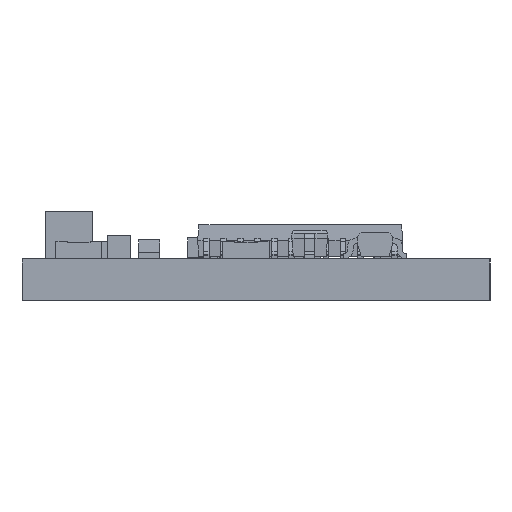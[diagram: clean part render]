
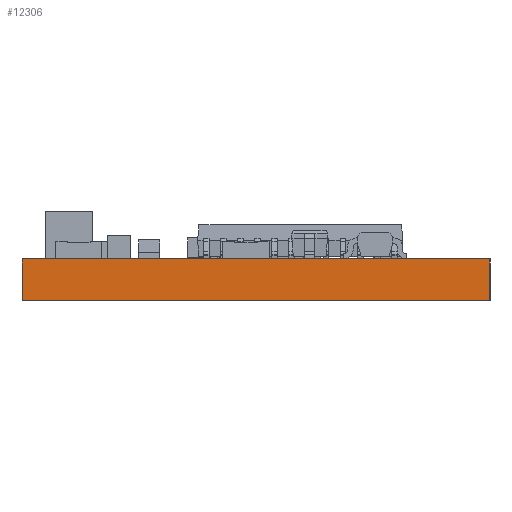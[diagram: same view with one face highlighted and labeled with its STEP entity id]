
A CAD part, left-side view. The second image highlights one B-rep face of the part: STEP entity #12306.
In plain terms, the highlighted planar face has unit normal (-1, 0, 0).
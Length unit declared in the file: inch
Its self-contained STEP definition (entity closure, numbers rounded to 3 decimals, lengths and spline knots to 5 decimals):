
#3615 = ORIENTED_EDGE ( 'NONE', *, *, #46135, .F. ) ;
#4677 = FACE_OUTER_BOUND ( 'NONE', #18222, .T. ) ;
#10040 = AXIS2_PLACEMENT_3D ( 'NONE', #40495, #49704, #17967 ) ;
#12306 = ADVANCED_FACE ( 'NONE', ( #4677 ), #53279, .F. ) ;
#12539 = CARTESIAN_POINT ( 'NONE',  ( 0., 0.7, 0.062 ) ) ;
#13735 = EDGE_CURVE ( 'NONE', #32200, #43885, #38079, .T. ) ;
#16101 = DIRECTION ( 'NONE',  ( 0., -1., 0. ) ) ;
#17967 = DIRECTION ( 'NONE',  ( 0., 1., 0. ) ) ;
#18222 = EDGE_LOOP ( 'NONE', ( #47178, #18956, #3615, #51675 ) ) ;
#18956 = ORIENTED_EDGE ( 'NONE', *, *, #45823, .F. ) ;
#19973 = VECTOR ( 'NONE', #49307, 39.37008 ) ;
#20267 = DIRECTION ( 'NONE',  ( 0., 0., -1. ) ) ;
#21068 = CARTESIAN_POINT ( 'NONE',  ( 0., 0.7, 0.062 ) ) ;
#22134 = VECTOR ( 'NONE', #20267, 39.37008 ) ;
#23051 = EDGE_CURVE ( 'NONE', #43811, #32200, #49011, .T. ) ;
#26280 = VECTOR ( 'NONE', #16101, 39.37008 ) ;
#26515 = CARTESIAN_POINT ( 'NONE',  ( 0., 0.7, 0.062 ) ) ;
#27165 = CARTESIAN_POINT ( 'NONE',  ( 0., 0., 0.062 ) ) ;
#32200 = VERTEX_POINT ( 'NONE', #34935 ) ;
#33348 = CARTESIAN_POINT ( 'NONE',  ( 0., 0., 0.062 ) ) ;
#34151 = DIRECTION ( 'NONE',  ( 0., -1., 0. ) ) ;
#34553 = VERTEX_POINT ( 'NONE', #27165 ) ;
#34935 = CARTESIAN_POINT ( 'NONE',  ( 0., 0.7, 0. ) ) ;
#38079 = LINE ( 'NONE', #52270, #26280 ) ;
#38356 = LINE ( 'NONE', #33348, #22134 ) ;
#40495 = CARTESIAN_POINT ( 'NONE',  ( 0., 0.7, 0.062 ) ) ;
#43811 = VERTEX_POINT ( 'NONE', #12539 ) ;
#43885 = VERTEX_POINT ( 'NONE', #51552 ) ;
#43922 = VECTOR ( 'NONE', #34151, 39.37008 ) ;
#45823 = EDGE_CURVE ( 'NONE', #34553, #43885, #38356, .T. ) ;
#46135 = EDGE_CURVE ( 'NONE', #43811, #34553, #52474, .T. ) ;
#47178 = ORIENTED_EDGE ( 'NONE', *, *, #13735, .T. ) ;
#49011 = LINE ( 'NONE', #26515, #19973 ) ;
#49307 = DIRECTION ( 'NONE',  ( 0., 0., -1. ) ) ;
#49704 = DIRECTION ( 'NONE',  ( 1., 0., 0. ) ) ;
#51552 = CARTESIAN_POINT ( 'NONE',  ( 0., 0., 0. ) ) ;
#51675 = ORIENTED_EDGE ( 'NONE', *, *, #23051, .T. ) ;
#52270 = CARTESIAN_POINT ( 'NONE',  ( 0., 0.7, 0. ) ) ;
#52474 = LINE ( 'NONE', #21068, #43922 ) ;
#53279 = PLANE ( 'NONE',  #10040 ) ;
